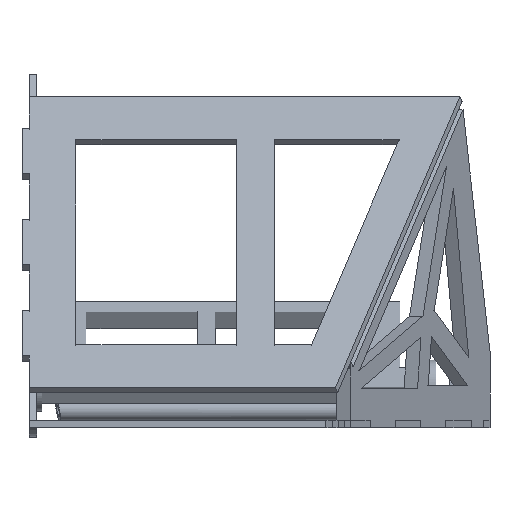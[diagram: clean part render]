
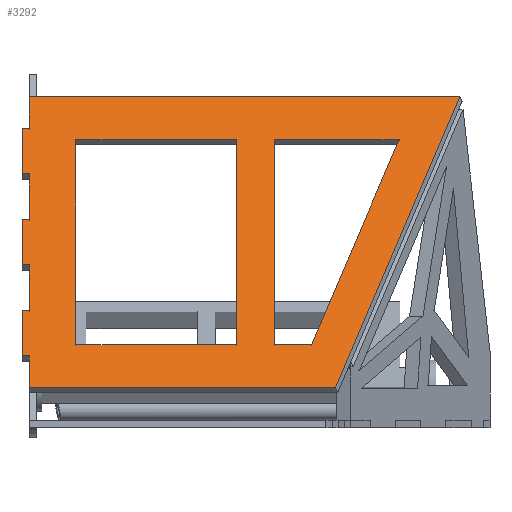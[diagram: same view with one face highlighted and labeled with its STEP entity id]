
A CAD part, left-side view. The second image highlights one B-rep face of the part: STEP entity #3292.
In plain terms, the highlighted face is planar.
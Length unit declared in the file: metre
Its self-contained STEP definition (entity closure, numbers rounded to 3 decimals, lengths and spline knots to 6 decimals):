
#647=ORIENTED_EDGE('',*,*,#1266,.T.);
#648=ORIENTED_EDGE('',*,*,#1267,.F.);
#649=ORIENTED_EDGE('',*,*,#1268,.F.);
#650=ORIENTED_EDGE('',*,*,#1269,.F.);
#651=ORIENTED_EDGE('',*,*,#1270,.F.);
#652=ORIENTED_EDGE('',*,*,#1271,.T.);
#653=ORIENTED_EDGE('',*,*,#1272,.F.);
#654=ORIENTED_EDGE('',*,*,#1273,.F.);
#655=ORIENTED_EDGE('',*,*,#1274,.F.);
#656=ORIENTED_EDGE('',*,*,#1275,.T.);
#657=ORIENTED_EDGE('',*,*,#1276,.F.);
#658=ORIENTED_EDGE('',*,*,#1277,.F.);
#659=ORIENTED_EDGE('',*,*,#1278,.F.);
#660=ORIENTED_EDGE('',*,*,#1279,.T.);
#661=ORIENTED_EDGE('',*,*,#1280,.F.);
#662=ORIENTED_EDGE('',*,*,#1281,.T.);
#663=ORIENTED_EDGE('',*,*,#1282,.F.);
#664=ORIENTED_EDGE('',*,*,#1283,.T.);
#665=ORIENTED_EDGE('',*,*,#1284,.T.);
#666=ORIENTED_EDGE('',*,*,#1285,.F.);
#667=ORIENTED_EDGE('',*,*,#1286,.T.);
#668=ORIENTED_EDGE('',*,*,#1287,.T.);
#669=ORIENTED_EDGE('',*,*,#1288,.T.);
#670=ORIENTED_EDGE('',*,*,#1289,.T.);
#1266=EDGE_CURVE('',#1628,#1629,#1998,.T.);
#1267=EDGE_CURVE('',#1630,#1629,#1999,.T.);
#1268=EDGE_CURVE('',#1631,#1630,#2000,.T.);
#1269=EDGE_CURVE('',#1632,#1631,#2001,.T.);
#1270=EDGE_CURVE('',#1633,#1632,#2002,.T.);
#1271=EDGE_CURVE('',#1633,#1634,#2003,.T.);
#1272=EDGE_CURVE('',#1635,#1634,#2004,.T.);
#1273=EDGE_CURVE('',#1636,#1635,#2005,.T.);
#1274=EDGE_CURVE('',#1637,#1636,#2006,.T.);
#1275=EDGE_CURVE('',#1637,#1638,#2007,.T.);
#1276=EDGE_CURVE('',#1639,#1638,#2008,.T.);
#1277=EDGE_CURVE('',#1640,#1639,#2009,.T.);
#1278=EDGE_CURVE('',#1641,#1640,#2010,.T.);
#1279=EDGE_CURVE('',#1641,#1642,#2011,.T.);
#1280=EDGE_CURVE('',#1643,#1642,#2012,.T.);
#1281=EDGE_CURVE('',#1643,#1628,#2013,.T.);
#1282=EDGE_CURVE('',#1644,#1645,#2014,.T.);
#1283=EDGE_CURVE('',#1644,#1646,#2015,.T.);
#1284=EDGE_CURVE('',#1646,#1647,#2016,.T.);
#1285=EDGE_CURVE('',#1645,#1647,#2017,.T.);
#1286=EDGE_CURVE('',#1648,#1649,#2018,.T.);
#1287=EDGE_CURVE('',#1649,#1650,#2019,.T.);
#1288=EDGE_CURVE('',#1650,#1651,#2020,.T.);
#1289=EDGE_CURVE('',#1651,#1648,#2021,.T.);
#1628=VERTEX_POINT('',#5029);
#1629=VERTEX_POINT('',#5030);
#1630=VERTEX_POINT('',#5032);
#1631=VERTEX_POINT('',#5034);
#1632=VERTEX_POINT('',#5036);
#1633=VERTEX_POINT('',#5038);
#1634=VERTEX_POINT('',#5040);
#1635=VERTEX_POINT('',#5042);
#1636=VERTEX_POINT('',#5044);
#1637=VERTEX_POINT('',#5046);
#1638=VERTEX_POINT('',#5048);
#1639=VERTEX_POINT('',#5050);
#1640=VERTEX_POINT('',#5052);
#1641=VERTEX_POINT('',#5054);
#1642=VERTEX_POINT('',#5056);
#1643=VERTEX_POINT('',#5058);
#1644=VERTEX_POINT('',#5061);
#1645=VERTEX_POINT('',#5062);
#1646=VERTEX_POINT('',#5064);
#1647=VERTEX_POINT('',#5066);
#1648=VERTEX_POINT('',#5069);
#1649=VERTEX_POINT('',#5070);
#1650=VERTEX_POINT('',#5072);
#1651=VERTEX_POINT('',#5074);
#1998=LINE('',#5028,#2413);
#1999=LINE('',#5031,#2414);
#2000=LINE('',#5033,#2415);
#2001=LINE('',#5035,#2416);
#2002=LINE('',#5037,#2417);
#2003=LINE('',#5039,#2418);
#2004=LINE('',#5041,#2419);
#2005=LINE('',#5043,#2420);
#2006=LINE('',#5045,#2421);
#2007=LINE('',#5047,#2422);
#2008=LINE('',#5049,#2423);
#2009=LINE('',#5051,#2424);
#2010=LINE('',#5053,#2425);
#2011=LINE('',#5055,#2426);
#2012=LINE('',#5057,#2427);
#2013=LINE('',#5059,#2428);
#2014=LINE('',#5060,#2429);
#2015=LINE('',#5063,#2430);
#2016=LINE('',#5065,#2431);
#2017=LINE('',#5067,#2432);
#2018=LINE('',#5068,#2433);
#2019=LINE('',#5071,#2434);
#2020=LINE('',#5073,#2435);
#2021=LINE('',#5075,#2436);
#2413=VECTOR('',#4139,1.);
#2414=VECTOR('',#4140,1.);
#2415=VECTOR('',#4141,1.);
#2416=VECTOR('',#4142,1.);
#2417=VECTOR('',#4143,1.);
#2418=VECTOR('',#4144,1.);
#2419=VECTOR('',#4145,1.);
#2420=VECTOR('',#4146,1.);
#2421=VECTOR('',#4147,1.);
#2422=VECTOR('',#4148,1.);
#2423=VECTOR('',#4149,1.);
#2424=VECTOR('',#4150,1.);
#2425=VECTOR('',#4151,1.);
#2426=VECTOR('',#4152,1.);
#2427=VECTOR('',#4153,1.);
#2428=VECTOR('',#4154,1.);
#2429=VECTOR('',#4155,1.);
#2430=VECTOR('',#4156,1.);
#2431=VECTOR('',#4157,1.);
#2432=VECTOR('',#4158,1.);
#2433=VECTOR('',#4159,1.);
#2434=VECTOR('',#4160,1.);
#2435=VECTOR('',#4161,1.);
#2436=VECTOR('',#4162,1.);
#2718=EDGE_LOOP('',(#647,#648,#649,#650,#651,#652,#653,#654,#655,#656,#657,
#658,#659,#660,#661,#662));
#2719=EDGE_LOOP('',(#663,#664,#665,#666));
#2720=EDGE_LOOP('',(#667,#668,#669,#670));
#2952=FACE_BOUND('',#2718,.T.);
#2953=FACE_BOUND('',#2719,.T.);
#2954=FACE_BOUND('',#2720,.T.);
#3131=PLANE('',#3554);
#3292=ADVANCED_FACE('',(#2952,#2953,#2954),#3131,.T.);
#3554=AXIS2_PLACEMENT_3D('',#5027,#4137,#4138);
#4137=DIRECTION('',(-0.707,-0.707,0.));
#4138=DIRECTION('',(0.707,-0.707,0.));
#4139=DIRECTION('',(0.677,-0.677,-0.289));
#4140=DIRECTION('',(0.,0.,-1.));
#4141=DIRECTION('',(0.707,-0.707,0.));
#4142=DIRECTION('',(0.,0.,-1.));
#4143=DIRECTION('',(0.707,-0.707,0.));
#4144=DIRECTION('',(0.,0.,-1.));
#4145=DIRECTION('',(0.707,-0.707,0.));
#4146=DIRECTION('',(0.,0.,-1.));
#4147=DIRECTION('',(0.707,-0.707,0.));
#4148=DIRECTION('',(0.,0.,-1.));
#4149=DIRECTION('',(0.707,-0.707,0.));
#4150=DIRECTION('',(0.,0.,-1.));
#4151=DIRECTION('',(0.707,-0.707,0.));
#4152=DIRECTION('',(0.,0.,-1.));
#4153=DIRECTION('',(0.707,-0.707,0.));
#4154=DIRECTION('',(0.,0.,-1.));
#4155=DIRECTION('',(0.,0.,1.));
#4156=DIRECTION('',(-0.707,0.707,0.));
#4157=DIRECTION('',(0.,0.,1.));
#4158=DIRECTION('',(-0.707,0.707,0.));
#4159=DIRECTION('',(0.,0.,1.));
#4160=DIRECTION('',(0.707,-0.707,0.));
#4161=DIRECTION('',(0.,0.,-1.));
#4162=DIRECTION('',(-0.677,0.677,0.289));
#5027=CARTESIAN_POINT('',(-0.051809,-0.073172,0.007588));
#5028=CARTESIAN_POINT('',(-0.045929,-0.079052,-0.081768));
#5029=CARTESIAN_POINT('',(-0.109287,-0.015694,-0.054699));
#5030=CARTESIAN_POINT('',(0.005669,-0.13065,-0.103813));
#5031=CARTESIAN_POINT('',(0.005669,-0.13065,0.007588));
#5032=CARTESIAN_POINT('',(0.005669,-0.13065,0.066131));
#5033=CARTESIAN_POINT('',(-0.051809,-0.073172,0.066131));
#5034=CARTESIAN_POINT('',(-0.006907,-0.118073,0.066131));
#5035=CARTESIAN_POINT('',(-0.006907,-0.118073,0.069001));
#5036=CARTESIAN_POINT('',(-0.006907,-0.118073,0.069001));
#5037=CARTESIAN_POINT('',(-0.051809,-0.073172,0.069001));
#5038=CARTESIAN_POINT('',(-0.024868,-0.100113,0.069001));
#5039=CARTESIAN_POINT('',(-0.024868,-0.100113,0.069001));
#5040=CARTESIAN_POINT('',(-0.024868,-0.100113,0.066131));
#5041=CARTESIAN_POINT('',(-0.051809,-0.073172,0.066131));
#5042=CARTESIAN_POINT('',(-0.042828,-0.082152,0.066131));
#5043=CARTESIAN_POINT('',(-0.042828,-0.082152,0.069001));
#5044=CARTESIAN_POINT('',(-0.042828,-0.082152,0.069001));
#5045=CARTESIAN_POINT('',(-0.051809,-0.073172,0.069001));
#5046=CARTESIAN_POINT('',(-0.060789,-0.064192,0.069001));
#5047=CARTESIAN_POINT('',(-0.060789,-0.064192,0.069001));
#5048=CARTESIAN_POINT('',(-0.060789,-0.064192,0.066131));
#5049=CARTESIAN_POINT('',(-0.051809,-0.073172,0.066131));
#5050=CARTESIAN_POINT('',(-0.07875,-0.046231,0.066131));
#5051=CARTESIAN_POINT('',(-0.07875,-0.046231,0.069001));
#5052=CARTESIAN_POINT('',(-0.07875,-0.046231,0.069001));
#5053=CARTESIAN_POINT('',(-0.051809,-0.073172,0.069001));
#5054=CARTESIAN_POINT('',(-0.09671,-0.028271,0.069001));
#5055=CARTESIAN_POINT('',(-0.09671,-0.028271,0.069001));
#5056=CARTESIAN_POINT('',(-0.09671,-0.028271,0.066131));
#5057=CARTESIAN_POINT('',(-0.051809,-0.073172,0.066131));
#5058=CARTESIAN_POINT('',(-0.109287,-0.015694,0.066131));
#5059=CARTESIAN_POINT('',(-0.109287,-0.015694,0.007588));
#5060=CARTESIAN_POINT('',(-0.011398,-0.113583,0.015997));
#5061=CARTESIAN_POINT('',(-0.011398,-0.113583,-0.015753));
#5062=CARTESIAN_POINT('',(-0.011398,-0.113583,0.047747));
#5063=CARTESIAN_POINT('',(-0.051809,-0.073172,-0.015753));
#5064=CARTESIAN_POINT('',(-0.09222,-0.032761,-0.015753));
#5065=CARTESIAN_POINT('',(-0.09222,-0.032761,0.015997));
#5066=CARTESIAN_POINT('',(-0.09222,-0.032761,0.047747));
#5067=CARTESIAN_POINT('',(-0.051809,-0.073172,0.047747));
#5068=CARTESIAN_POINT('',(-0.09222,-0.032761,-0.037907));
#5069=CARTESIAN_POINT('',(-0.09222,-0.032761,-0.045299));
#5070=CARTESIAN_POINT('',(-0.09222,-0.032761,-0.030514));
#5071=CARTESIAN_POINT('',(-0.051809,-0.073172,-0.030514));
#5072=CARTESIAN_POINT('',(-0.011398,-0.113583,-0.030514));
#5073=CARTESIAN_POINT('',(-0.011398,-0.113583,-0.055172));
#5074=CARTESIAN_POINT('',(-0.011398,-0.113583,-0.07983));
#5075=CARTESIAN_POINT('',(-0.051809,-0.073172,-0.062565));
